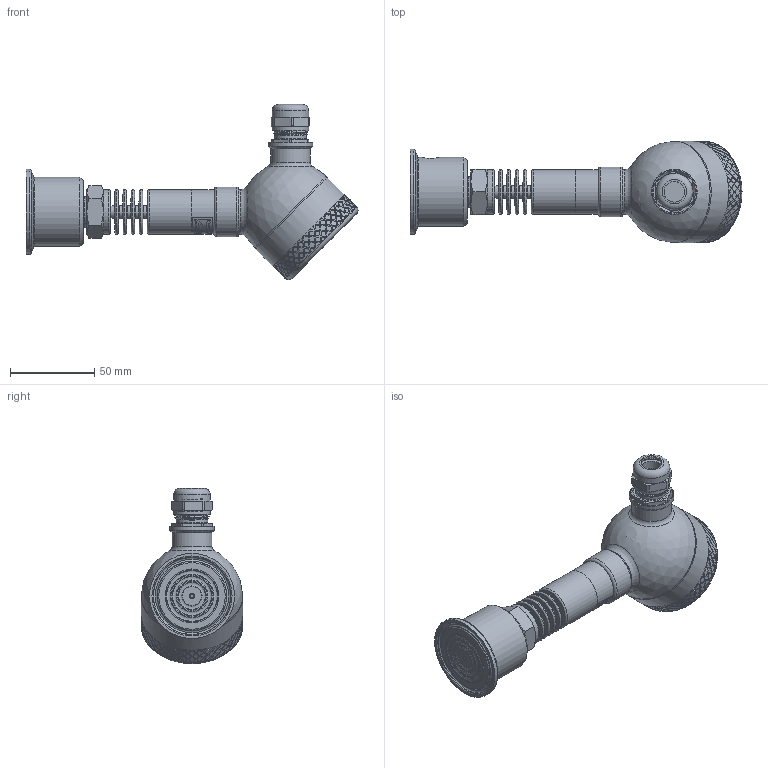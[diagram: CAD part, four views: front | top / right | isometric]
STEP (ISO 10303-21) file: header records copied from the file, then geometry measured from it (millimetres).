
FILE_DESCRIPTION(/* description */ (''),/* implementation_level */ '2;1');
FILE_NAME(/* name */ 'APZ3420sFH_ClampDN1_radiator_1.step',/* time_stamp */ '2021-07-08T16:15:55+03:00',/* author */ (''),/* organization */ (''),/* preprocessor_version */ 'ST-DEVELOPER v18.1',/* originating_system */ 'Autodesk Translation Framework v10.9.0.1377',/* authorisation */ '');
FILE_SCHEMA (('AUTOMOTIVE_DESIGN { 1 0 10303 214 3 1 1 }'));
Length unit declared in the file: millimetre
Products named in the file (13): АПЗ 3420s заполненный 
+ полевой корпус; G1\2EN radiator; Clamp DN1-1'2 diaphragm 32 v9 (1); Заполненный полевой 
корпус v13; M20x1,5 steel cable gland v5; Cuerpo GAE.2000.0 Prensaestopas GADI M20x1.5 IP68 Laton; Junta GAE.2000.0 Prensaestopas GADI M20x1.5 IP68 Laton; Tuerca GAE.2000.0 Prensaestopas GADI M20x1.5 IP68 Laton; Brida GAE.2000.0 Prensaestopas GADI M20x1.5 IP68 Laton; Goma GAE.2000.0 Prensaestopas GADI M20x1.5 IP68 Laton; Main body; Cover without display; Adapter M20x1,5
Assembly tree (11 placements, depth 4):
  АПЗ 3420s заполненный 
+ полевой корпус
    G1\2EN radiator
    Заполненный полевой 
корпус v13
      M20x1,5 steel cable gland v5
        Cuerpo GAE.2000.0 Prensaestopas GADI M20x1.5 IP68 Laton
        Junta GAE.2000.0 Prensaestopas GADI M20x1.5 IP68 Laton
        Tuerca GAE.2000.0 Prensaestopas GADI M20x1.5 IP68 Laton
        Brida GAE.2000.0 Prensaestopas GADI M20x1.5 IP68 Laton
        Goma GAE.2000.0 Prensaestopas GADI M20x1.5 IP68 Laton
      Main body
      Cover without display
      Adapter M20x1,5
  Clamp DN1-1'2 diaphragm 32 v9 (1)
Bounding box: 197.02 x 60.1 x 103.92 mm (x, y, z)
Volume: 290140.5 mm3; surface area: 61598.4 mm2
Topology: 11 solids, 11 shells, 1712 faces, 4234 edges, 2800 vertices
Faces by surface type: bspline 976, cylinder 332, plane 273, cone 66, torus 63, sphere 2
Full cylindrical faces by diameter (mm): 2 x1, 3 x1, 3.3 x1, 5 x1, 6 x3, 7.5 x5, 12.3 x2, 13 x1, 15 x4, 16 x1, 16.2 x1, 16.7 x1, 17 x1, 17.15 x1, 17.5 x1, 18 x5, 18.526 x5, 18.631 x6, 18.75 x7, 19 x1, 20 x2, 20.203 x5, 20.3 x5, 20.8 x1, 20.955 x7, 21.6 x1, 21.7 x2, 21.767 x1, 22 x1, 22.4 x1
Entity records: 78673 total; most frequent: CARTESIAN_POINT 45920, ORIENTED_EDGE 8466, EDGE_CURVE 4233, DIRECTION 3424, B_SPLINE_CURVE_WITH_KNOTS 2853, VERTEX_POINT 2800, EDGE_LOOP 1983, FACE_OUTER_BOUND 1712
